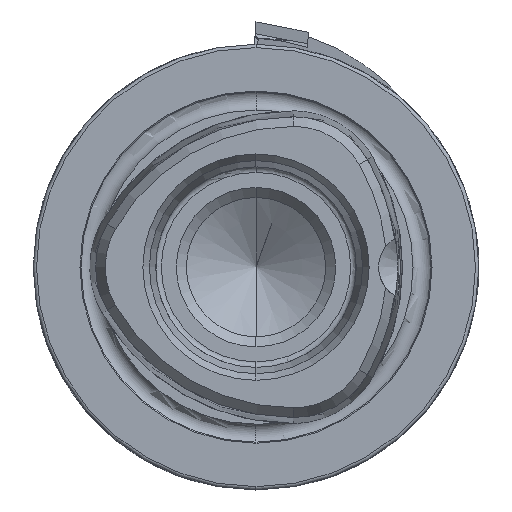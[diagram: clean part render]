
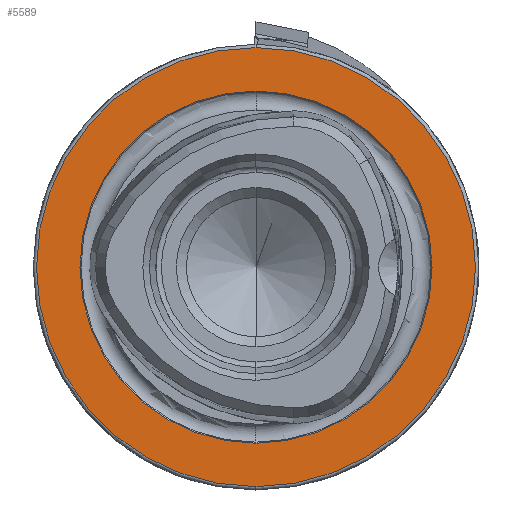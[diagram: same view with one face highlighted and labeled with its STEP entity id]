
A CAD part, left-side view. The second image highlights one B-rep face of the part: STEP entity #5589.
In plain terms, the highlighted planar face has unit normal (-1, 0, 0).
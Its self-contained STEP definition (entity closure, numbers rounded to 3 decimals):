
#195 = EDGE_CURVE ( 'NONE', #6775, #3137, #4050, .T. ) ;
#205 = EDGE_CURVE ( 'NONE', #9319, #6713, #4040, .T. ) ;
#255 = EDGE_CURVE ( 'NONE', #6713, #9319, #3996, .T. ) ;
#297 = EDGE_CURVE ( 'NONE', #3137, #6775, #2468, .T. ) ;
#1945 = FACE_OUTER_BOUND ( 'NONE', #6164, .T. ) ;
#1950 = FACE_BOUND ( 'NONE', #6223, .T. ) ;
#2468 = CIRCLE ( 'NONE', #4154, 19.7 ) ;
#2729 = CARTESIAN_POINT ( 'NONE',  ( 0., 0., -19.7 ) ) ;
#2990 = CARTESIAN_POINT ( 'NONE',  ( 0., 15.8, 0. ) ) ;
#2992 = PLANE ( 'NONE',  #4401 ) ;
#2998 = DIRECTION ( 'NONE',  ( 1., 0., 0. ) ) ;
#2999 = DIRECTION ( 'NONE',  ( 0., 0., -1. ) ) ;
#3137 = VERTEX_POINT ( 'NONE', #2729 ) ;
#3286 = CARTESIAN_POINT ( 'NONE',  ( 0., 0., 15.8 ) ) ;
#3419 = CARTESIAN_POINT ( 'NONE',  ( 0., 0., 19.7 ) ) ;
#3532 = ORIENTED_EDGE ( 'NONE', *, *, #255, .F. ) ;
#3542 = ORIENTED_EDGE ( 'NONE', *, *, #205, .F. ) ;
#3551 = ORIENTED_EDGE ( 'NONE', *, *, #195, .T. ) ;
#3564 = ORIENTED_EDGE ( 'NONE', *, *, #297, .T. ) ;
#3996 = CIRCLE ( 'NONE', #4171, 15.8 ) ;
#4040 = CIRCLE ( 'NONE', #4102, 15.8 ) ;
#4050 = CIRCLE ( 'NONE', #4238, 19.7 ) ;
#4085 = CARTESIAN_POINT ( 'NONE',  ( 0., 0., 0. ) ) ;
#4091 = DIRECTION ( 'NONE',  ( 0., 0., 1. ) ) ;
#4098 = DIRECTION ( 'NONE',  ( -1., 0., 0. ) ) ;
#4102 = AXIS2_PLACEMENT_3D ( 'NONE', #5895, #5894, #5893 ) ;
#4154 = AXIS2_PLACEMENT_3D ( 'NONE', #8847, #8646, #8846 ) ;
#4171 = AXIS2_PLACEMENT_3D ( 'NONE', #4085, #4098, #4091 ) ;
#4238 = AXIS2_PLACEMENT_3D ( 'NONE', #5345, #5343, #5344 ) ;
#4401 = AXIS2_PLACEMENT_3D ( 'NONE', #2990, #2998, #2999 ) ;
#5343 = DIRECTION ( 'NONE',  ( -1., 0., 0. ) ) ;
#5344 = DIRECTION ( 'NONE',  ( 0., 0., 1. ) ) ;
#5345 = CARTESIAN_POINT ( 'NONE',  ( 0., 0., 0. ) ) ;
#5589 = ADVANCED_FACE ( 'NONE', ( #1950, #1945 ), #2992, .F. ) ;
#5893 = DIRECTION ( 'NONE',  ( 0., 0., 1. ) ) ;
#5894 = DIRECTION ( 'NONE',  ( -1., 0., 0. ) ) ;
#5895 = CARTESIAN_POINT ( 'NONE',  ( 0., 0., 0. ) ) ;
#6164 = EDGE_LOOP ( 'NONE', ( #3551, #3564 ) ) ;
#6223 = EDGE_LOOP ( 'NONE', ( #3532, #3542 ) ) ;
#6713 = VERTEX_POINT ( 'NONE', #3286 ) ;
#6775 = VERTEX_POINT ( 'NONE', #3419 ) ;
#8156 = CARTESIAN_POINT ( 'NONE',  ( 0., 0., -15.8 ) ) ;
#8646 = DIRECTION ( 'NONE',  ( -1., 0., 0. ) ) ;
#8846 = DIRECTION ( 'NONE',  ( 0., 0., 1. ) ) ;
#8847 = CARTESIAN_POINT ( 'NONE',  ( 0., 0., 0. ) ) ;
#9319 = VERTEX_POINT ( 'NONE', #8156 ) ;
